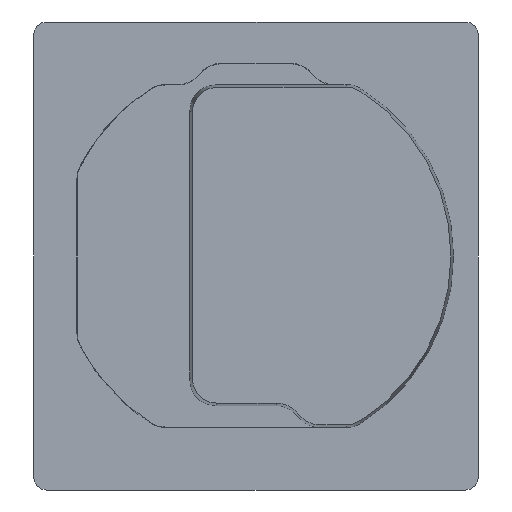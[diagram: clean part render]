
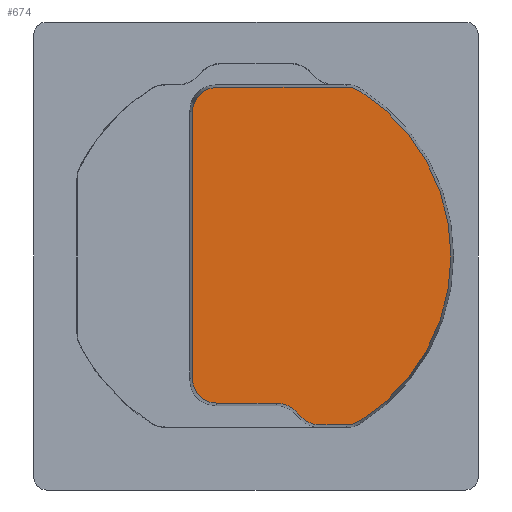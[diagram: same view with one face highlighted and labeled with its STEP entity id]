
A CAD part, left-side view. The second image highlights one B-rep face of the part: STEP entity #674.
In plain terms, the highlighted planar face has unit normal (-1, 0, 0).
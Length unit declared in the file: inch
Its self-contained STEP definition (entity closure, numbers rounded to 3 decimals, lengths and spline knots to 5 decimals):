
#674=ADVANCED_FACE('',(#1050),#9696,.T.);
#1050=FACE_OUTER_BOUND('',#1434,.T.);
#1434=EDGE_LOOP('',(#2090,#2091,#2092,#2093,#2094,#2095,#2096,#2097,#2098,
#2099,#2100,#2101,#2102));
#2090=ORIENTED_EDGE('',*,*,#4126,.T.);
#2091=ORIENTED_EDGE('',*,*,#4127,.T.);
#2092=ORIENTED_EDGE('',*,*,#4113,.F.);
#2093=ORIENTED_EDGE('',*,*,#4128,.F.);
#2094=ORIENTED_EDGE('',*,*,#4117,.F.);
#2095=ORIENTED_EDGE('',*,*,#4129,.T.);
#2096=ORIENTED_EDGE('',*,*,#4130,.T.);
#2097=ORIENTED_EDGE('',*,*,#4131,.F.);
#2098=ORIENTED_EDGE('',*,*,#4132,.T.);
#2099=ORIENTED_EDGE('',*,*,#4133,.F.);
#2100=ORIENTED_EDGE('',*,*,#4134,.F.);
#2101=ORIENTED_EDGE('',*,*,#4135,.F.);
#2102=ORIENTED_EDGE('',*,*,#4136,.T.);
#4113=EDGE_CURVE('',#7873,#7874,#6050,.T.);
#4117=EDGE_CURVE('',#7883,#7878,#6054,.T.);
#4126=EDGE_CURVE('',#7895,#7896,#6061,.T.);
#4127=EDGE_CURVE('',#7896,#7874,#6062,.T.);
#4128=EDGE_CURVE('',#7878,#7873,#6063,.T.);
#4129=EDGE_CURVE('',#7883,#7886,#6064,.T.);
#4130=EDGE_CURVE('',#7886,#7882,#6065,.T.);
#4131=EDGE_CURVE('',#7881,#7882,#6066,.T.);
#4132=EDGE_CURVE('',#7881,#7890,#6067,.T.);
#4133=EDGE_CURVE('',#7889,#7890,#6068,.T.);
#4134=EDGE_CURVE('',#7892,#7889,#6069,.T.);
#4135=EDGE_CURVE('',#7891,#7892,#6070,.T.);
#4136=EDGE_CURVE('',#7891,#7895,#6071,.T.);
#6050=B_SPLINE_CURVE_WITH_KNOTS('',1,(#11971,#11972),.UNSPECIFIED.,.F.,
 .F.,(2,2),(0.,51.78913),.UNSPECIFIED.);
#6054=B_SPLINE_CURVE_WITH_KNOTS('',1,(#11979,#11980),.UNSPECIFIED.,.F.,
 .F.,(2,2),(0.,11.63349),.UNSPECIFIED.);
#6061=B_SPLINE_CURVE_WITH_KNOTS('',1,(#12007,#12008),.UNSPECIFIED.,.F.,
 .F.,(2,2),(0.,25.14547),.UNSPECIFIED.);
#6062=B_SPLINE_CURVE_WITH_KNOTS('',5,(#12009,#12010,#12011,#12012,#12013,
#12014,#12015,#12016,#12017,#12018,#12019,#12020,#12021,#12022,#12023),
 .UNSPECIFIED.,.F.,.F.,(6,3,3,3,6),(0.,2.38032,4.76291,
7.14555,7.90115),.UNSPECIFIED.);
#6063=B_SPLINE_CURVE_WITH_KNOTS('',5,(#12024,#12025,#12026,#12027,#12028,
#12029),.UNSPECIFIED.,.F.,.F.,(6,6),(-8.27336,0.),
 .UNSPECIFIED.);
#6064=B_SPLINE_CURVE_WITH_KNOTS('',4,(#12030,#12031,#12032,#12033,#12034),
 .UNSPECIFIED.,.F.,.F.,(5,5),(0.,3.99461),.UNSPECIFIED.);
#6065=B_SPLINE_CURVE_WITH_KNOTS('',1,(#12035,#12036),.UNSPECIFIED.,.F.,
 .F.,(2,2),(0.,1.79819),.UNSPECIFIED.);
#6066=B_SPLINE_CURVE_WITH_KNOTS('',4,(#12037,#12038,#12039,#12040,#12041),
 .UNSPECIFIED.,.F.,.F.,(5,5),(-3.99461,0.),.UNSPECIFIED.);
#6067=B_SPLINE_CURVE_WITH_KNOTS('',1,(#12042,#12043),.UNSPECIFIED.,.F.,
 .F.,(2,2),(0.,5.17048),.UNSPECIFIED.);
#6068=B_SPLINE_CURVE_WITH_KNOTS('',4,(#12044,#12045,#12046,#12047,#12048),
 .UNSPECIFIED.,.F.,.F.,(5,5),(-2.83724,0.),.UNSPECIFIED.);
#6069=B_SPLINE_CURVE_WITH_KNOTS('',5,(#12049,#12050,#12051,#12052,#12053,
#12054),.UNSPECIFIED.,.F.,.F.,(6,6),(-39.23455,0.),
 .UNSPECIFIED.);
#6070=B_SPLINE_CURVE_WITH_KNOTS('',5,(#12055,#12056,#12057,#12058,#12059,
#12060),.UNSPECIFIED.,.F.,.F.,(6,6),(-39.23455,0.),
 .UNSPECIFIED.);
#6071=B_SPLINE_CURVE_WITH_KNOTS('',5,(#12061,#12062,#12063,#12064,#12065,
#12066),.UNSPECIFIED.,.F.,.F.,(6,6),(0.,2.83097),.UNSPECIFIED.);
#7873=VERTEX_POINT('',#11515);
#7874=VERTEX_POINT('',#11516);
#7878=VERTEX_POINT('',#11520);
#7881=VERTEX_POINT('',#11523);
#7882=VERTEX_POINT('',#11524);
#7883=VERTEX_POINT('',#11525);
#7886=VERTEX_POINT('',#11528);
#7889=VERTEX_POINT('',#11531);
#7890=VERTEX_POINT('',#11532);
#7891=VERTEX_POINT('',#11533);
#7892=VERTEX_POINT('',#11534);
#7895=VERTEX_POINT('',#11537);
#7896=VERTEX_POINT('',#11538);
#9696=PLANE('',#10114);
#10114=AXIS2_PLACEMENT_3D('',#11379,#10467,$);
#10467=DIRECTION('',(-1.,0.,0.));
#11379=CARTESIAN_POINT('',(-1.14173,0.69341,-1.56112));
#11515=CARTESIAN_POINT('',(-1.14173,0.49188,-0.93679));
#11516=CARTESIAN_POINT('',(-1.14173,0.49188,1.10215));
#11520=CARTESIAN_POINT('',(-1.14173,0.29506,-1.13361));
#11523=CARTESIAN_POINT('',(-1.14173,-0.49136,-1.29897));
#11524=CARTESIAN_POINT('',(-1.14173,-0.35218,-1.24132));
#11525=CARTESIAN_POINT('',(-1.14173,-0.16295,-1.13361));
#11528=CARTESIAN_POINT('',(-1.14173,-0.30212,-1.19126));
#11531=CARTESIAN_POINT('',(-1.14173,-0.79989,-1.26864));
#11532=CARTESIAN_POINT('',(-1.14173,-0.69492,-1.29897));
#11533=CARTESIAN_POINT('',(-1.14173,-0.79989,1.26864));
#11534=CARTESIAN_POINT('',(-1.14173,-1.49976,0.));
#11537=CARTESIAN_POINT('',(-1.14173,-0.69492,1.29897));
#11538=CARTESIAN_POINT('',(-1.14173,0.29506,1.29897));
#11971=CARTESIAN_POINT('',(-1.14173,0.49188,-0.93679));
#11972=CARTESIAN_POINT('',(-1.14173,0.49188,1.10215));
#11979=CARTESIAN_POINT('',(-1.14173,-0.16295,-1.13361));
#11980=CARTESIAN_POINT('',(-1.14173,0.29506,-1.13361));
#12007=CARTESIAN_POINT('',(-1.14173,-0.69492,1.29897));
#12008=CARTESIAN_POINT('',(-1.14173,0.29506,1.29897));
#12009=CARTESIAN_POINT('',(-1.14173,0.29506,1.29897));
#12010=CARTESIAN_POINT('',(-1.14173,0.31369,1.29897));
#12011=CARTESIAN_POINT('',(-1.14173,0.33232,1.29677));
#12012=CARTESIAN_POINT('',(-1.14173,0.3506,1.29236));
#12013=CARTESIAN_POINT('',(-1.14173,0.38579,1.2793));
#12014=CARTESIAN_POINT('',(-1.14173,0.41695,1.25838));
#12015=CARTESIAN_POINT('',(-1.14173,0.43123,1.24611));
#12016=CARTESIAN_POINT('',(-1.14173,0.4566,1.21842));
#12017=CARTESIAN_POINT('',(-1.14173,0.4748,1.18558));
#12018=CARTESIAN_POINT('',(-1.14173,0.4819,1.16815));
#12019=CARTESIAN_POINT('',(-1.14173,0.48845,1.1443));
#12020=CARTESIAN_POINT('',(-1.14173,0.49122,1.11988));
#12021=CARTESIAN_POINT('',(-1.14173,0.49166,1.11397));
#12022=CARTESIAN_POINT('',(-1.14173,0.49188,1.10806));
#12023=CARTESIAN_POINT('',(-1.14173,0.49188,1.10215));
#12024=CARTESIAN_POINT('',(-1.14173,0.29506,-1.13361));
#12025=CARTESIAN_POINT('',(-1.14173,0.35689,-1.13361));
#12026=CARTESIAN_POINT('',(-1.14173,0.41879,-1.10941));
#12027=CARTESIAN_POINT('',(-1.14173,0.46768,-1.06052));
#12028=CARTESIAN_POINT('',(-1.14173,0.49188,-0.99863));
#12029=CARTESIAN_POINT('',(-1.14173,0.49188,-0.93679));
#12030=CARTESIAN_POINT('',(-1.14173,-0.16295,-1.13361));
#12031=CARTESIAN_POINT('',(-1.14173,-0.2016,-1.13361));
#12032=CARTESIAN_POINT('',(-1.14173,-0.24028,-1.14374));
#12033=CARTESIAN_POINT('',(-1.14173,-0.2748,-1.16394));
#12034=CARTESIAN_POINT('',(-1.14173,-0.30212,-1.19126));
#12035=CARTESIAN_POINT('',(-1.14173,-0.30212,-1.19126));
#12036=CARTESIAN_POINT('',(-1.14173,-0.35218,-1.24132));
#12037=CARTESIAN_POINT('',(-1.14173,-0.49136,-1.29897));
#12038=CARTESIAN_POINT('',(-1.14173,-0.45271,-1.29897));
#12039=CARTESIAN_POINT('',(-1.14173,-0.41403,-1.28884));
#12040=CARTESIAN_POINT('',(-1.14173,-0.37951,-1.26865));
#12041=CARTESIAN_POINT('',(-1.14173,-0.35218,-1.24132));
#12042=CARTESIAN_POINT('',(-1.14173,-0.49136,-1.29897));
#12043=CARTESIAN_POINT('',(-1.14173,-0.69492,-1.29897));
#12044=CARTESIAN_POINT('',(-1.14173,-0.79989,-1.26864));
#12045=CARTESIAN_POINT('',(-1.14173,-0.77648,-1.2834));
#12046=CARTESIAN_POINT('',(-1.14173,-0.75029,-1.29378));
#12047=CARTESIAN_POINT('',(-1.14173,-0.7226,-1.29897));
#12048=CARTESIAN_POINT('',(-1.14173,-0.69492,-1.29897));
#12049=CARTESIAN_POINT('',(-1.14173,-1.49976,0.));
#12050=CARTESIAN_POINT('',(-1.14173,-1.49976,-0.30242));
#12051=CARTESIAN_POINT('',(-1.14173,-1.42357,-0.60487));
#12052=CARTESIAN_POINT('',(-1.14173,-1.27091,-0.88159));
#12053=CARTESIAN_POINT('',(-1.14173,-1.05571,-1.10734));
#12054=CARTESIAN_POINT('',(-1.14173,-0.79989,-1.26864));
#12055=CARTESIAN_POINT('',(-1.14173,-0.79989,1.26864));
#12056=CARTESIAN_POINT('',(-1.14173,-1.05571,1.10734));
#12057=CARTESIAN_POINT('',(-1.14173,-1.27092,0.88159));
#12058=CARTESIAN_POINT('',(-1.14173,-1.42357,0.60487));
#12059=CARTESIAN_POINT('',(-1.14173,-1.49976,0.30242));
#12060=CARTESIAN_POINT('',(-1.14173,-1.49976,0.));
#12061=CARTESIAN_POINT('',(-1.14173,-0.79989,1.26864));
#12062=CARTESIAN_POINT('',(-1.14173,-0.78116,1.28045));
#12063=CARTESIAN_POINT('',(-1.14173,-0.76077,1.28963));
#12064=CARTESIAN_POINT('',(-1.14173,-0.73921,1.29585));
#12065=CARTESIAN_POINT('',(-1.14173,-0.71706,1.29897));
#12066=CARTESIAN_POINT('',(-1.14173,-0.69492,1.29897));
